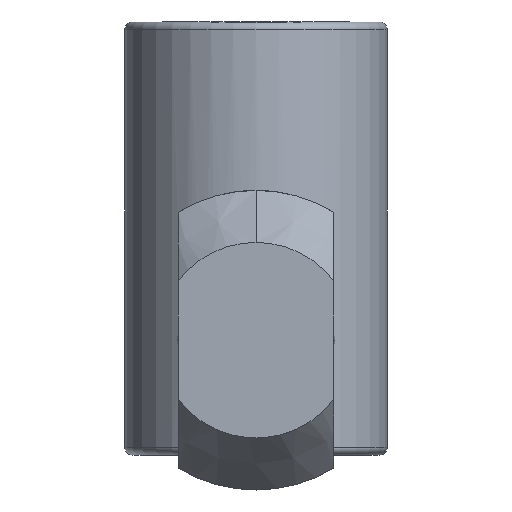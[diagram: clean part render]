
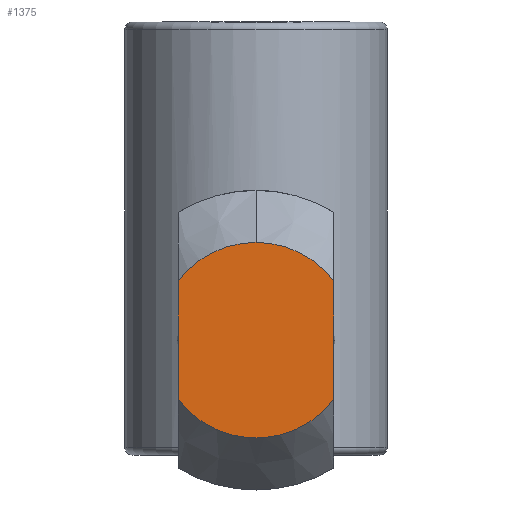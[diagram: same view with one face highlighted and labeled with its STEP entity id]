
A CAD part, front view. The second image highlights one B-rep face of the part: STEP entity #1375.
In plain terms, the highlighted planar face has unit normal (0, -1, 0).
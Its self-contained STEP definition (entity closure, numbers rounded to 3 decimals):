
#6 = DIRECTION ( 'NONE',  ( 0., 0., -1. ) ) ;
#32 = DIRECTION ( 'NONE',  ( 0., -1., 0. ) ) ;
#43 = EDGE_CURVE ( 'NONE', #1522, #359, #1512, .T. ) ;
#49 = CARTESIAN_POINT ( 'NONE',  ( -5., -46.5, 0. ) ) ;
#195 = CARTESIAN_POINT ( 'NONE',  ( 0., -46.5, 0. ) ) ;
#215 = CARTESIAN_POINT ( 'NONE',  ( 5., -46.5, -3.833 ) ) ;
#248 = EDGE_LOOP ( 'NONE', ( #367, #1016, #494, #1142, #1388 ) ) ;
#282 = EDGE_CURVE ( 'NONE', #1492, #621, #500, .T. ) ;
#299 = LINE ( 'NONE', #1325, #1182 ) ;
#359 = VERTEX_POINT ( 'NONE', #799 ) ;
#367 = ORIENTED_EDGE ( 'NONE', *, *, #1573, .F. ) ;
#441 = EDGE_CURVE ( 'NONE', #851, #621, #299, .T. ) ;
#445 = AXIS2_PLACEMENT_3D ( 'NONE', #1108, #1505, #625 ) ;
#490 = PLANE ( 'NONE',  #445 ) ;
#494 = ORIENTED_EDGE ( 'NONE', *, *, #441, .F. ) ;
#500 = CIRCLE ( 'NONE', #1591, 6.3 ) ;
#557 = AXIS2_PLACEMENT_3D ( 'NONE', #195, #32, #1045 ) ;
#566 = AXIS2_PLACEMENT_3D ( 'NONE', #1516, #761, #6 ) ;
#621 = VERTEX_POINT ( 'NONE', #215 ) ;
#625 = DIRECTION ( 'NONE',  ( 0., 0., 1. ) ) ;
#760 = CARTESIAN_POINT ( 'NONE',  ( 0., -46.5, 6.3 ) ) ;
#761 = DIRECTION ( 'NONE',  ( 0., -1., 0. ) ) ;
#799 = CARTESIAN_POINT ( 'NONE',  ( -5., -46.5, 3.833 ) ) ;
#819 = FACE_OUTER_BOUND ( 'NONE', #248, .T. ) ;
#851 = VERTEX_POINT ( 'NONE', #939 ) ;
#884 = CARTESIAN_POINT ( 'NONE',  ( 0., -46.5, 0. ) ) ;
#902 = DIRECTION ( 'NONE',  ( 0., 0., -1. ) ) ;
#939 = CARTESIAN_POINT ( 'NONE',  ( 5., -46.5, 3.833 ) ) ;
#1016 = ORIENTED_EDGE ( 'NONE', *, *, #282, .T. ) ;
#1017 = DIRECTION ( 'NONE',  ( 0., -1., 0. ) ) ;
#1020 = DIRECTION ( 'NONE',  ( 0., 0., 1. ) ) ;
#1045 = DIRECTION ( 'NONE',  ( 0., 0., -1. ) ) ;
#1068 = EDGE_CURVE ( 'NONE', #851, #1522, #1075, .T. ) ;
#1075 = CIRCLE ( 'NONE', #566, 6.3 ) ;
#1108 = CARTESIAN_POINT ( 'NONE',  ( -6.3, -46.5, 0. ) ) ;
#1142 = ORIENTED_EDGE ( 'NONE', *, *, #1068, .T. ) ;
#1182 = VECTOR ( 'NONE', #1545, 1000. ) ;
#1187 = LINE ( 'NONE', #49, #1561 ) ;
#1325 = CARTESIAN_POINT ( 'NONE',  ( 5., -46.5, 0. ) ) ;
#1356 = CARTESIAN_POINT ( 'NONE',  ( -5., -46.5, -3.833 ) ) ;
#1375 = ADVANCED_FACE ( 'NONE', ( #819 ), #490, .F. ) ;
#1388 = ORIENTED_EDGE ( 'NONE', *, *, #43, .T. ) ;
#1492 = VERTEX_POINT ( 'NONE', #1356 ) ;
#1505 = DIRECTION ( 'NONE',  ( 0., 1., 0. ) ) ;
#1512 = CIRCLE ( 'NONE', #557, 6.3 ) ;
#1516 = CARTESIAN_POINT ( 'NONE',  ( 0., -46.5, 0. ) ) ;
#1522 = VERTEX_POINT ( 'NONE', #760 ) ;
#1545 = DIRECTION ( 'NONE',  ( 0., 0., -1. ) ) ;
#1561 = VECTOR ( 'NONE', #1020, 1000. ) ;
#1573 = EDGE_CURVE ( 'NONE', #1492, #359, #1187, .T. ) ;
#1591 = AXIS2_PLACEMENT_3D ( 'NONE', #884, #1017, #902 ) ;
